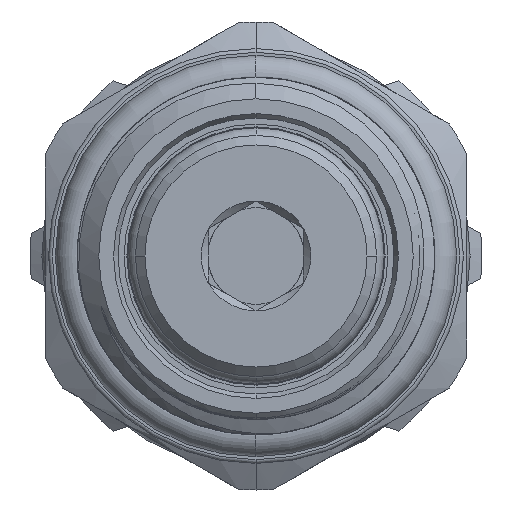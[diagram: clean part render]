
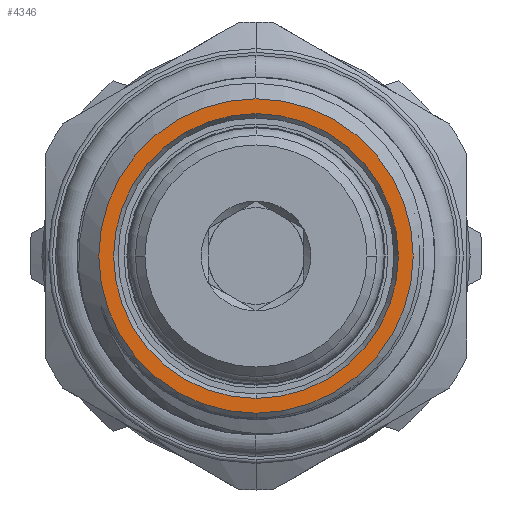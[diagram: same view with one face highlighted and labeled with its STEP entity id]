
A CAD part, left-side view. The second image highlights one B-rep face of the part: STEP entity #4346.
In plain terms, the highlighted planar face has unit normal (-1, 0, 0).
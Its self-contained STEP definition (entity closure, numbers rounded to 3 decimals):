
#492 = DIRECTION ( 'NONE',  ( -1., 0., 0. ) ) ;
#547 = ORIENTED_EDGE ( 'NONE', *, *, #9847, .T. ) ;
#861 = DIRECTION ( 'NONE',  ( 0., 0., 1. ) ) ;
#1061 = ORIENTED_EDGE ( 'NONE', *, *, #2579, .T. ) ;
#1449 = DIRECTION ( 'NONE',  ( 0., 0., -1. ) ) ;
#1902 = AXIS2_PLACEMENT_3D ( 'NONE', #7597, #4837, #3875 ) ;
#1911 = DIRECTION ( 'NONE',  ( -1., 0., 0. ) ) ;
#2235 = FACE_BOUND ( 'NONE', #6331, .T. ) ;
#2562 = PLANE ( 'NONE',  #2621 ) ;
#2579 = EDGE_CURVE ( 'NONE', #8228, #4591, #9003, .T. ) ;
#2621 = AXIS2_PLACEMENT_3D ( 'NONE', #7031, #11492, #861 ) ;
#3267 = CARTESIAN_POINT ( 'NONE',  ( -44.4, 0., 0. ) ) ;
#3875 = DIRECTION ( 'NONE',  ( 0., 0., -1. ) ) ;
#4094 = CARTESIAN_POINT ( 'NONE',  ( -44.4, 0., 8.28 ) ) ;
#4222 = EDGE_CURVE ( 'NONE', #9461, #10365, #10239, .T. ) ;
#4281 = CIRCLE ( 'NONE', #1902, 8.28 ) ;
#4346 = ADVANCED_FACE ( 'NONE', ( #5227, #2235 ), #2562, .F. ) ;
#4591 = VERTEX_POINT ( 'NONE', #4094 ) ;
#4837 = DIRECTION ( 'NONE',  ( -1., 0., 0. ) ) ;
#5176 = CARTESIAN_POINT ( 'NONE',  ( -44.4, 0., -8.28 ) ) ;
#5227 = FACE_OUTER_BOUND ( 'NONE', #10213, .T. ) ;
#5374 = CARTESIAN_POINT ( 'NONE',  ( -44.4, 0., -7.5 ) ) ;
#5408 = AXIS2_PLACEMENT_3D ( 'NONE', #10826, #1911, #8190 ) ;
#5986 = CIRCLE ( 'NONE', #5408, 7.5 ) ;
#6257 = ORIENTED_EDGE ( 'NONE', *, *, #10329, .F. ) ;
#6310 = ORIENTED_EDGE ( 'NONE', *, *, #4222, .F. ) ;
#6331 = EDGE_LOOP ( 'NONE', ( #6257, #6310 ) ) ;
#6800 = DIRECTION ( 'NONE',  ( 0., 0., -1. ) ) ;
#6884 = CARTESIAN_POINT ( 'NONE',  ( -44.4, 0., 0. ) ) ;
#7031 = CARTESIAN_POINT ( 'NONE',  ( -44.4, 0., 0. ) ) ;
#7126 = AXIS2_PLACEMENT_3D ( 'NONE', #3267, #9572, #1449 ) ;
#7597 = CARTESIAN_POINT ( 'NONE',  ( -44.4, 0., 0. ) ) ;
#8190 = DIRECTION ( 'NONE',  ( 0., 0., -1. ) ) ;
#8228 = VERTEX_POINT ( 'NONE', #5176 ) ;
#9003 = CIRCLE ( 'NONE', #9838, 8.28 ) ;
#9461 = VERTEX_POINT ( 'NONE', #10773 ) ;
#9572 = DIRECTION ( 'NONE',  ( -1., 0., 0. ) ) ;
#9838 = AXIS2_PLACEMENT_3D ( 'NONE', #6884, #492, #6800 ) ;
#9847 = EDGE_CURVE ( 'NONE', #4591, #8228, #4281, .T. ) ;
#10213 = EDGE_LOOP ( 'NONE', ( #547, #1061 ) ) ;
#10239 = CIRCLE ( 'NONE', #7126, 7.5 ) ;
#10329 = EDGE_CURVE ( 'NONE', #10365, #9461, #5986, .T. ) ;
#10365 = VERTEX_POINT ( 'NONE', #5374 ) ;
#10773 = CARTESIAN_POINT ( 'NONE',  ( -44.4, 0., 7.5 ) ) ;
#10826 = CARTESIAN_POINT ( 'NONE',  ( -44.4, 0., 0. ) ) ;
#11492 = DIRECTION ( 'NONE',  ( 1., 0., 0. ) ) ;
